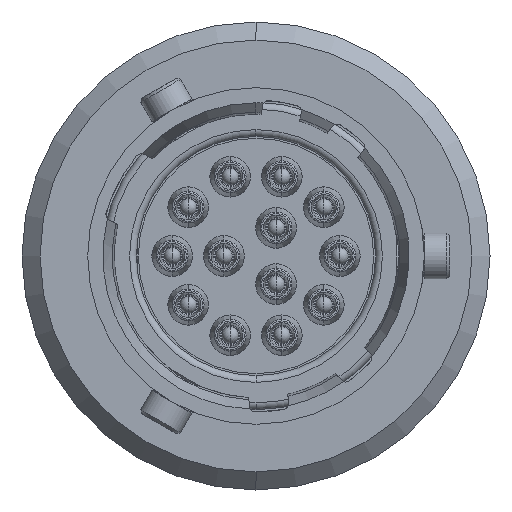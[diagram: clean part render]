
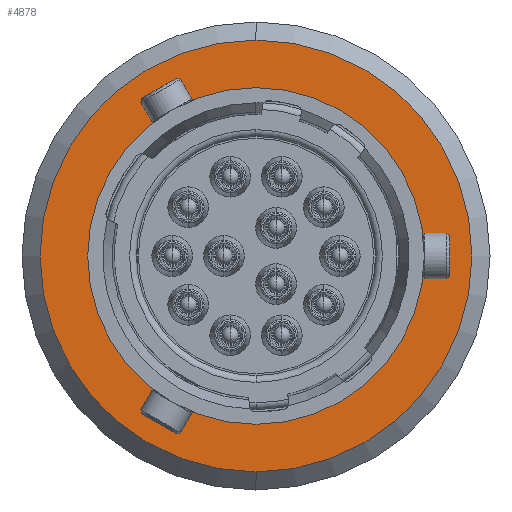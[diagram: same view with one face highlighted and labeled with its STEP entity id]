
A CAD part, left-side view. The second image highlights one B-rep face of the part: STEP entity #4878.
In plain terms, the highlighted planar face has unit normal (-1, 0, 0).
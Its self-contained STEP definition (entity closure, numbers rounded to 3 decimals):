
#868 = VERTEX_POINT ( 'NONE', #22178 ) ;
#969 = EDGE_CURVE ( 'NONE', #13589, #868, #24554, .T. ) ;
#1965 = EDGE_LOOP ( 'NONE', ( #35177, #16996 ) ) ;
#4185 = CARTESIAN_POINT ( 'NONE',  ( 15.98, 0., -7.445 ) ) ;
#4878 = ADVANCED_FACE ( 'NONE', ( #26388, #22291 ), #22976, .F. ) ;
#6274 = CARTESIAN_POINT ( 'NONE',  ( 15.98, 0., 0. ) ) ;
#6298 = CARTESIAN_POINT ( 'NONE',  ( 15.98, 7.445, 0. ) ) ;
#7360 = EDGE_CURVE ( 'NONE', #18156, #27939, #33544, .T. ) ;
#10124 = DIRECTION ( 'NONE',  ( 0., 0., 1. ) ) ;
#10343 = DIRECTION ( 'NONE',  ( -1., 0., 0. ) ) ;
#11282 = CIRCLE ( 'NONE', #44429, 7.445 ) ;
#12688 = EDGE_LOOP ( 'NONE', ( #14025, #37511 ) ) ;
#13575 = CARTESIAN_POINT ( 'NONE',  ( 15.98, 0., 0. ) ) ;
#13589 = VERTEX_POINT ( 'NONE', #4185 ) ;
#13865 = EDGE_CURVE ( 'NONE', #27939, #18156, #45077, .T. ) ;
#14025 = ORIENTED_EDGE ( 'NONE', *, *, #13865, .T. ) ;
#15514 = CARTESIAN_POINT ( 'NONE',  ( 15.98, 0., -9.55 ) ) ;
#16996 = ORIENTED_EDGE ( 'NONE', *, *, #969, .F. ) ;
#18156 = VERTEX_POINT ( 'NONE', #34731 ) ;
#19084 = DIRECTION ( 'NONE',  ( 0., 0., 1. ) ) ;
#22178 = CARTESIAN_POINT ( 'NONE',  ( 15.98, 0., 7.445 ) ) ;
#22291 = FACE_BOUND ( 'NONE', #1965, .T. ) ;
#22976 = PLANE ( 'NONE',  #35982 ) ;
#24554 = CIRCLE ( 'NONE', #34883, 7.445 ) ;
#26388 = FACE_OUTER_BOUND ( 'NONE', #12688, .T. ) ;
#27660 = DIRECTION ( 'NONE',  ( -1., 0., 0. ) ) ;
#27939 = VERTEX_POINT ( 'NONE', #15514 ) ;
#28113 = CARTESIAN_POINT ( 'NONE',  ( 15.98, 0., 0. ) ) ;
#28859 = DIRECTION ( 'NONE',  ( -1., 0., 0. ) ) ;
#28905 = AXIS2_PLACEMENT_3D ( 'NONE', #41935, #28859, #42853 ) ;
#30994 = DIRECTION ( 'NONE',  ( 0., 0., -1. ) ) ;
#33544 = CIRCLE ( 'NONE', #39432, 9.55 ) ;
#34495 = DIRECTION ( 'NONE',  ( 0., 0., -1. ) ) ;
#34731 = CARTESIAN_POINT ( 'NONE',  ( 15.98, 0., 9.55 ) ) ;
#34883 = AXIS2_PLACEMENT_3D ( 'NONE', #13575, #27660, #10124 ) ;
#35177 = ORIENTED_EDGE ( 'NONE', *, *, #35827, .F. ) ;
#35827 = EDGE_CURVE ( 'NONE', #868, #13589, #11282, .T. ) ;
#35982 = AXIS2_PLACEMENT_3D ( 'NONE', #6298, #37478, #34495 ) ;
#37478 = DIRECTION ( 'NONE',  ( 1., 0., 0. ) ) ;
#37511 = ORIENTED_EDGE ( 'NONE', *, *, #7360, .T. ) ;
#39432 = AXIS2_PLACEMENT_3D ( 'NONE', #6274, #41328, #30994 ) ;
#41328 = DIRECTION ( 'NONE',  ( -1., 0., 0. ) ) ;
#41935 = CARTESIAN_POINT ( 'NONE',  ( 15.98, 0., 0. ) ) ;
#42853 = DIRECTION ( 'NONE',  ( 0., 0., -1. ) ) ;
#44429 = AXIS2_PLACEMENT_3D ( 'NONE', #28113, #10343, #19084 ) ;
#45077 = CIRCLE ( 'NONE', #28905, 9.55 ) ;
